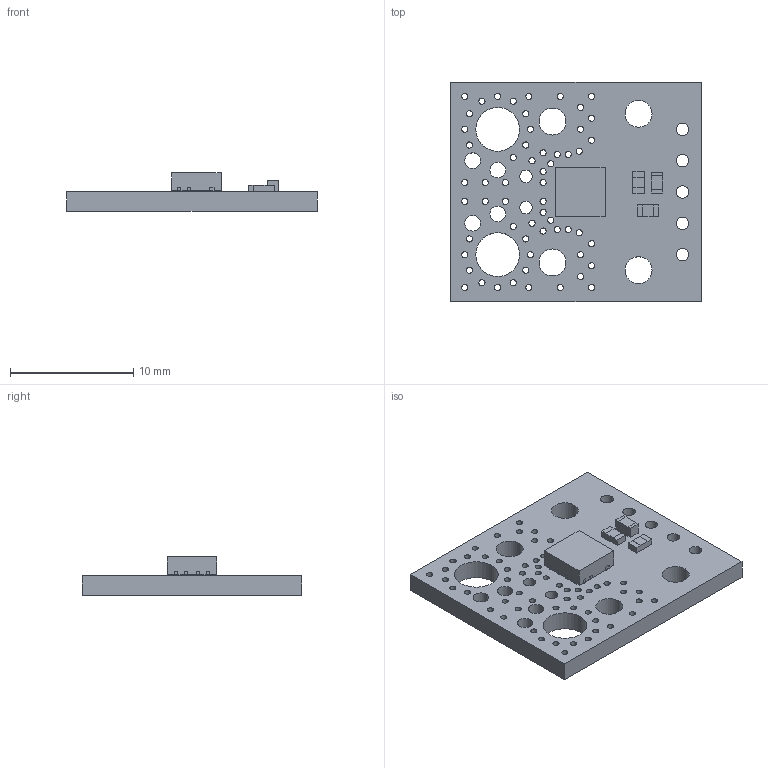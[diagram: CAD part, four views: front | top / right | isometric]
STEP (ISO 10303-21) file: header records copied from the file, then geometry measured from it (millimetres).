
FILE_DESCRIPTION (( 'STEP AP214' ), '1' );
FILE_NAME ('acs37220-current-sensor-compact-carriers.STEP', '2024-06-07T16:52:28', ( '' ), ( '' ), 'SwSTEP 2.0', 'SolidWorks 2023', '' );
FILE_SCHEMA (( 'AUTOMOTIVE_DESIGN' ));
Length unit declared in the file: millimetre
Products named in the file (1): acs37220-current-sensor-compact-carriers
Bounding box: 20.32 x 17.78 x 3.12 mm (x, y, z)
Volume: 506.3 mm3; surface area: 1065.6 mm2
Topology: 1 solids, 1 shells, 700 faces, 1973 edges, 1314 vertices
Faces by surface type: plane 331, bspline 199, cylinder 170
Entity records: 37896 total; most frequent: CARTESIAN_POINT 12781, ORIENTED_EDGE 3946, DIRECTION 2913, EDGE_CURVE 1973, VERTEX_POINT 1314, LINE 1229, VECTOR 1229, EDGE_LOOP 899
